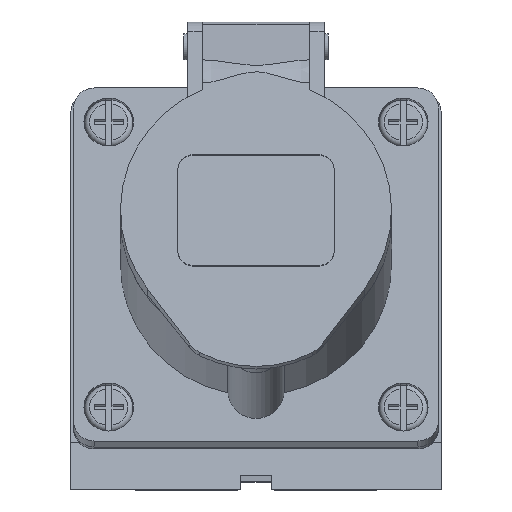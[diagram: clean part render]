
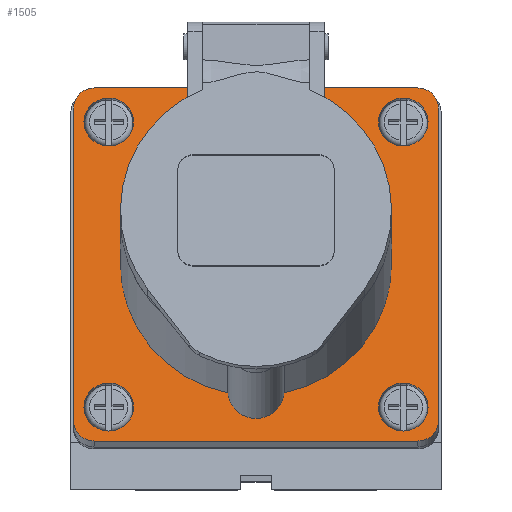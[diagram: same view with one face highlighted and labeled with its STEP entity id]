
A CAD part, top view. The second image highlights one B-rep face of the part: STEP entity #1505.
In plain terms, the highlighted face is planar.
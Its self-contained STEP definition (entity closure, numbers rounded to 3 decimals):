
#49 = CARTESIAN_POINT ( 'NONE',  ( -28.25, 5., 33. ) ) ;
#53 = AXIS2_PLACEMENT_3D ( 'NONE', #7104, #11499, #1630 ) ;
#68 = CARTESIAN_POINT ( 'NONE',  ( 35., 5., -31. ) ) ;
#254 = ORIENTED_EDGE ( 'NONE', *, *, #13753, .F. ) ;
#487 = VERTEX_POINT ( 'NONE', #8153 ) ;
#624 = CARTESIAN_POINT ( 'NONE',  ( 28.25, 5., -23.5 ) ) ;
#628 = ORIENTED_EDGE ( 'NONE', *, *, #2486, .T. ) ;
#1201 = CARTESIAN_POINT ( 'NONE',  ( -28.25, 5., -23.5 ) ) ;
#1209 = CARTESIAN_POINT ( 'NONE',  ( 25.115, 5., 0. ) ) ;
#1219 = CIRCLE ( 'NONE', #10207, 4. ) ;
#1263 = VERTEX_POINT ( 'NONE', #6007 ) ;
#1274 = VERTEX_POINT ( 'NONE', #49 ) ;
#1296 = VERTEX_POINT ( 'NONE', #13583 ) ;
#1339 = DIRECTION ( 'NONE',  ( 0., 0., 1. ) ) ;
#1445 = DIRECTION ( 'NONE',  ( -1., 0., 0. ) ) ;
#1464 = FACE_BOUND ( 'NONE', #10172, .T. ) ;
#1505 = ADVANCED_FACE ( 'NONE', ( #13705, #1464, #11407, #1751, #9398, #8392 ), #7298, .F. ) ;
#1507 = CARTESIAN_POINT ( 'NONE',  ( 0., 5., 0. ) ) ;
#1560 = ORIENTED_EDGE ( 'NONE', *, *, #8410, .F. ) ;
#1605 = CARTESIAN_POINT ( 'NONE',  ( 31., 5., -35. ) ) ;
#1630 = DIRECTION ( 'NONE',  ( 0., 0., -1. ) ) ;
#1751 = FACE_BOUND ( 'NONE', #4573, .T. ) ;
#1848 = EDGE_CURVE ( 'NONE', #10939, #10939, #12660, .T. ) ;
#1852 = CIRCLE ( 'NONE', #8306, 5.385 ) ;
#1890 = LINE ( 'NONE', #6286, #9976 ) ;
#1897 = CIRCLE ( 'NONE', #6026, 4.75 ) ;
#1911 = DIRECTION ( 'NONE',  ( 0., 0., -1. ) ) ;
#2386 = DIRECTION ( 'NONE',  ( 0., 0., 1. ) ) ;
#2486 = EDGE_CURVE ( 'NONE', #487, #2932, #4408, .T. ) ;
#2717 = VERTEX_POINT ( 'NONE', #1605 ) ;
#2762 = DIRECTION ( 'NONE',  ( 0., -1., 0. ) ) ;
#2786 = CARTESIAN_POINT ( 'NONE',  ( -28.25, 5., 28.25 ) ) ;
#2932 = VERTEX_POINT ( 'NONE', #10183 ) ;
#3161 = CIRCLE ( 'NONE', #13737, 4.75 ) ;
#3176 = ORIENTED_EDGE ( 'NONE', *, *, #1848, .F. ) ;
#3310 = CARTESIAN_POINT ( 'NONE',  ( -35., 5., 31. ) ) ;
#3439 = DIRECTION ( 'NONE',  ( 0., 1., 0. ) ) ;
#3443 = VECTOR ( 'NONE', #11173, 1000. ) ;
#4140 = ORIENTED_EDGE ( 'NONE', *, *, #6087, .F. ) ;
#4298 = DIRECTION ( 'NONE',  ( 0., 0., -1. ) ) ;
#4408 = CIRCLE ( 'NONE', #13611, 4. ) ;
#4573 = EDGE_LOOP ( 'NONE', ( #1560 ) ) ;
#4577 = DIRECTION ( 'NONE',  ( 0., 0., 1. ) ) ;
#4601 = EDGE_CURVE ( 'NONE', #10870, #2932, #8778, .T. ) ;
#4663 = CARTESIAN_POINT ( 'NONE',  ( -28.25, 5., -28.25 ) ) ;
#4713 = EDGE_CURVE ( 'NONE', #1274, #1274, #3161, .T. ) ;
#4725 = VECTOR ( 'NONE', #1445, 1000. ) ;
#4751 = LINE ( 'NONE', #11643, #3443 ) ;
#4787 = CARTESIAN_POINT ( 'NONE',  ( 28.25, 5., -28.25 ) ) ;
#4847 = AXIS2_PLACEMENT_3D ( 'NONE', #12259, #9892, #2386 ) ;
#5058 = CARTESIAN_POINT ( 'NONE',  ( 0., 5., 0. ) ) ;
#5301 = DIRECTION ( 'NONE',  ( 0., 1., 0. ) ) ;
#5638 = CARTESIAN_POINT ( 'NONE',  ( 25.438, 5., 5.375 ) ) ;
#5754 = AXIS2_PLACEMENT_3D ( 'NONE', #5058, #2762, #7081 ) ;
#5760 = DIRECTION ( 'NONE',  ( 0., -1., 0. ) ) ;
#5845 = CIRCLE ( 'NONE', #6529, 4. ) ;
#6007 = CARTESIAN_POINT ( 'NONE',  ( 25.438, 5., -5.375 ) ) ;
#6026 = AXIS2_PLACEMENT_3D ( 'NONE', #4663, #8059, #1339 ) ;
#6087 = EDGE_CURVE ( 'NONE', #10892, #13892, #1890, .T. ) ;
#6158 = DIRECTION ( 'NONE',  ( 0., 1., 0. ) ) ;
#6286 = CARTESIAN_POINT ( 'NONE',  ( -35., 5., 35. ) ) ;
#6452 = ORIENTED_EDGE ( 'NONE', *, *, #13314, .F. ) ;
#6529 = AXIS2_PLACEMENT_3D ( 'NONE', #10723, #5301, #4298 ) ;
#6814 = CARTESIAN_POINT ( 'NONE',  ( 35., 5., 35. ) ) ;
#7081 = DIRECTION ( 'NONE',  ( 0., 0., -1. ) ) ;
#7104 = CARTESIAN_POINT ( 'NONE',  ( -31., 5., 31. ) ) ;
#7298 = PLANE ( 'NONE',  #5754 ) ;
#7543 = EDGE_CURVE ( 'NONE', #13320, #13892, #1219, .T. ) ;
#7588 = DIRECTION ( 'NONE',  ( 0., 1., 0. ) ) ;
#7626 = CIRCLE ( 'NONE', #13132, 4.75 ) ;
#7756 = EDGE_LOOP ( 'NONE', ( #254 ) ) ;
#7775 = ORIENTED_EDGE ( 'NONE', *, *, #4713, .F. ) ;
#7876 = DIRECTION ( 'NONE',  ( 0., 0., -1. ) ) ;
#7955 = EDGE_LOOP ( 'NONE', ( #9491, #10662, #4140, #13846, #12585, #628, #7958, #8842 ) ) ;
#7958 = ORIENTED_EDGE ( 'NONE', *, *, #4601, .F. ) ;
#8046 = DIRECTION ( 'NONE',  ( 0., 1., 0. ) ) ;
#8059 = DIRECTION ( 'NONE',  ( 0., 1., 0. ) ) ;
#8153 = CARTESIAN_POINT ( 'NONE',  ( 31., 5., 35. ) ) ;
#8263 = DIRECTION ( 'NONE',  ( 0., 0., 1. ) ) ;
#8306 = AXIS2_PLACEMENT_3D ( 'NONE', #1209, #3439, #9808 ) ;
#8392 = FACE_BOUND ( 'NONE', #12130, .T. ) ;
#8410 = EDGE_CURVE ( 'NONE', #13235, #13235, #1897, .T. ) ;
#8490 = EDGE_CURVE ( 'NONE', #10892, #1296, #14090, .T. ) ;
#8778 = LINE ( 'NONE', #6814, #11219 ) ;
#8842 = ORIENTED_EDGE ( 'NONE', *, *, #10964, .T. ) ;
#8856 = CARTESIAN_POINT ( 'NONE',  ( -31., 5., -35. ) ) ;
#9002 = EDGE_CURVE ( 'NONE', #11405, #1263, #9752, .T. ) ;
#9343 = CARTESIAN_POINT ( 'NONE',  ( -35., 5., -31. ) ) ;
#9398 = FACE_OUTER_BOUND ( 'NONE', #7955, .T. ) ;
#9491 = ORIENTED_EDGE ( 'NONE', *, *, #12912, .F. ) ;
#9633 = DIRECTION ( 'NONE',  ( 0., 1., 0. ) ) ;
#9727 = CARTESIAN_POINT ( 'NONE',  ( 28.25, 5., 33. ) ) ;
#9752 = CIRCLE ( 'NONE', #9967, 26. ) ;
#9757 = EDGE_CURVE ( 'NONE', #487, #1296, #11392, .T. ) ;
#9808 = DIRECTION ( 'NONE',  ( 0., 0., -1. ) ) ;
#9892 = DIRECTION ( 'NONE',  ( 0., 1., 0. ) ) ;
#9967 = AXIS2_PLACEMENT_3D ( 'NONE', #1507, #5760, #11238 ) ;
#9976 = VECTOR ( 'NONE', #12440, 1000. ) ;
#10140 = ORIENTED_EDGE ( 'NONE', *, *, #9002, .T. ) ;
#10172 = EDGE_LOOP ( 'NONE', ( #3176 ) ) ;
#10183 = CARTESIAN_POINT ( 'NONE',  ( 35., 5., 31. ) ) ;
#10207 = AXIS2_PLACEMENT_3D ( 'NONE', #14202, #7588, #7876 ) ;
#10510 = VERTEX_POINT ( 'NONE', #624 ) ;
#10662 = ORIENTED_EDGE ( 'NONE', *, *, #7543, .T. ) ;
#10715 = CARTESIAN_POINT ( 'NONE',  ( 31., 5., 31. ) ) ;
#10723 = CARTESIAN_POINT ( 'NONE',  ( 31., 5., -31. ) ) ;
#10870 = VERTEX_POINT ( 'NONE', #68 ) ;
#10892 = VERTEX_POINT ( 'NONE', #3310 ) ;
#10939 = VERTEX_POINT ( 'NONE', #9727 ) ;
#10964 = EDGE_CURVE ( 'NONE', #10870, #2717, #5845, .T. ) ;
#11006 = DIRECTION ( 'NONE',  ( 0., 0., 1. ) ) ;
#11173 = DIRECTION ( 'NONE',  ( 1., 0., 0. ) ) ;
#11219 = VECTOR ( 'NONE', #11006, 1000. ) ;
#11238 = DIRECTION ( 'NONE',  ( 0., 0., -1. ) ) ;
#11392 = LINE ( 'NONE', #12608, #4725 ) ;
#11405 = VERTEX_POINT ( 'NONE', #5638 ) ;
#11407 = FACE_BOUND ( 'NONE', #7756, .T. ) ;
#11499 = DIRECTION ( 'NONE',  ( 0., 1., 0. ) ) ;
#11643 = CARTESIAN_POINT ( 'NONE',  ( -35., 5., -35. ) ) ;
#12130 = EDGE_LOOP ( 'NONE', ( #6452, #10140 ) ) ;
#12256 = EDGE_LOOP ( 'NONE', ( #7775 ) ) ;
#12259 = CARTESIAN_POINT ( 'NONE',  ( 28.25, 5., 28.25 ) ) ;
#12440 = DIRECTION ( 'NONE',  ( 0., 0., -1. ) ) ;
#12585 = ORIENTED_EDGE ( 'NONE', *, *, #9757, .F. ) ;
#12608 = CARTESIAN_POINT ( 'NONE',  ( -35., 5., 35. ) ) ;
#12660 = CIRCLE ( 'NONE', #4847, 4.75 ) ;
#12912 = EDGE_CURVE ( 'NONE', #13320, #2717, #4751, .T. ) ;
#13132 = AXIS2_PLACEMENT_3D ( 'NONE', #4787, #8046, #4577 ) ;
#13235 = VERTEX_POINT ( 'NONE', #1201 ) ;
#13314 = EDGE_CURVE ( 'NONE', #11405, #1263, #1852, .T. ) ;
#13320 = VERTEX_POINT ( 'NONE', #8856 ) ;
#13583 = CARTESIAN_POINT ( 'NONE',  ( -31., 5., 35. ) ) ;
#13611 = AXIS2_PLACEMENT_3D ( 'NONE', #10715, #9633, #1911 ) ;
#13705 = FACE_BOUND ( 'NONE', #12256, .T. ) ;
#13737 = AXIS2_PLACEMENT_3D ( 'NONE', #2786, #6158, #8263 ) ;
#13753 = EDGE_CURVE ( 'NONE', #10510, #10510, #7626, .T. ) ;
#13846 = ORIENTED_EDGE ( 'NONE', *, *, #8490, .T. ) ;
#13892 = VERTEX_POINT ( 'NONE', #9343 ) ;
#14090 = CIRCLE ( 'NONE', #53, 4. ) ;
#14202 = CARTESIAN_POINT ( 'NONE',  ( -31., 5., -31. ) ) ;
